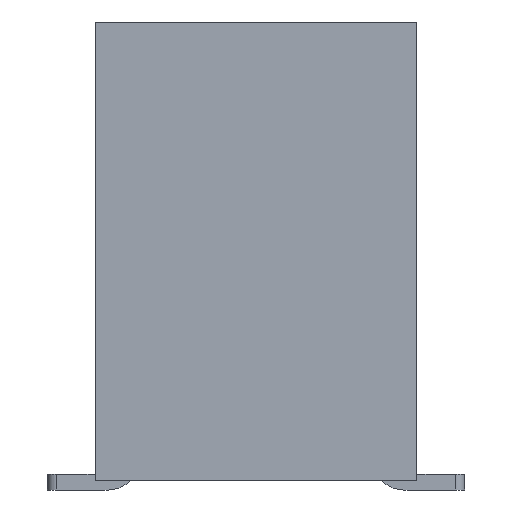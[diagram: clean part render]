
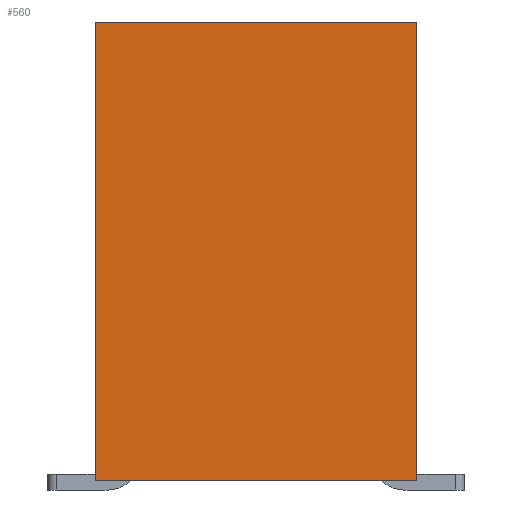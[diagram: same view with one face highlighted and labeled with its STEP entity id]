
A CAD part, left-side view. The second image highlights one B-rep face of the part: STEP entity #560.
In plain terms, the highlighted planar face has unit normal (-1, 0, 0).
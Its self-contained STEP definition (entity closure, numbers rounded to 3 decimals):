
#560=ADVANCED_FACE('',(#2714),#1658,.T.);
#1658=PLANE('',#21275);
#2714=FACE_OUTER_BOUND('',#3894,.T.);
#3894=EDGE_LOOP('',(#5716,#5717,#5718,#5719));
#5716=ORIENTED_EDGE('',*,*,#13612,.T.);
#5717=ORIENTED_EDGE('',*,*,#13513,.T.);
#5718=ORIENTED_EDGE('',*,*,#13623,.F.);
#5719=ORIENTED_EDGE('',*,*,#13624,.T.);
#11571=VERTEX_POINT('',#29374);
#11573=VERTEX_POINT('',#29378);
#11654=VERTEX_POINT('',#29560);
#11662=VERTEX_POINT('',#29580);
#13513=EDGE_CURVE('',#11571,#11573,#16507,.T.);
#13612=EDGE_CURVE('',#11654,#11571,#16606,.T.);
#13623=EDGE_CURVE('',#11662,#11573,#16617,.T.);
#13624=EDGE_CURVE('',#11662,#11654,#16618,.T.);
#16507=LINE('',#29379,#19165);
#16606=LINE('',#29559,#19264);
#16617=LINE('',#29579,#19275);
#16618=LINE('',#29581,#19276);
#19165=VECTOR('',#23300,1.);
#19264=VECTOR('',#23401,1.);
#19275=VECTOR('',#23414,1.);
#19276=VECTOR('',#23415,1.);
#21275=AXIS2_PLACEMENT_3D('',#29582,#23416,#23417);
#23300=DIRECTION('',(0.,1.,0.));
#23401=DIRECTION('',(0.,0.,1.));
#23414=DIRECTION('',(0.,0.,1.));
#23415=DIRECTION('',(0.,-1.,0.));
#23416=DIRECTION('',(-1.,0.,0.));
#23417=DIRECTION('',(0.,0.,1.));
#29374=CARTESIAN_POINT('',(0.,0.,6.8));
#29378=CARTESIAN_POINT('',(0.,5.08,6.8));
#29379=CARTESIAN_POINT('',(0.,2.54,6.8));
#29559=CARTESIAN_POINT('',(0.,0.,0.));
#29560=CARTESIAN_POINT('',(0.,0.,-0.45));
#29579=CARTESIAN_POINT('',(0.,5.08,0.));
#29580=CARTESIAN_POINT('',(0.,5.08,-0.45));
#29581=CARTESIAN_POINT('',(0.,5.08,-0.45));
#29582=CARTESIAN_POINT('',(0.,2.54,0.));
